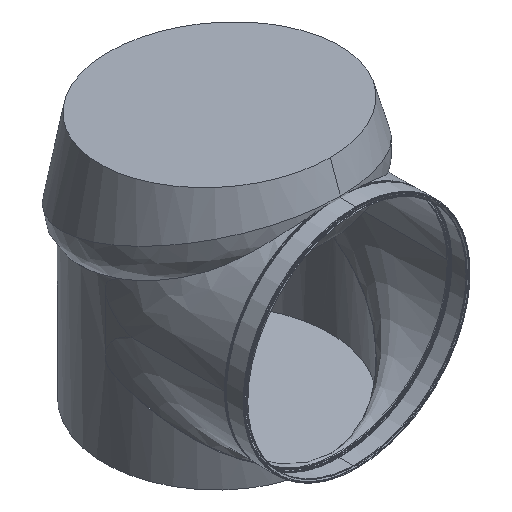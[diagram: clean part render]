
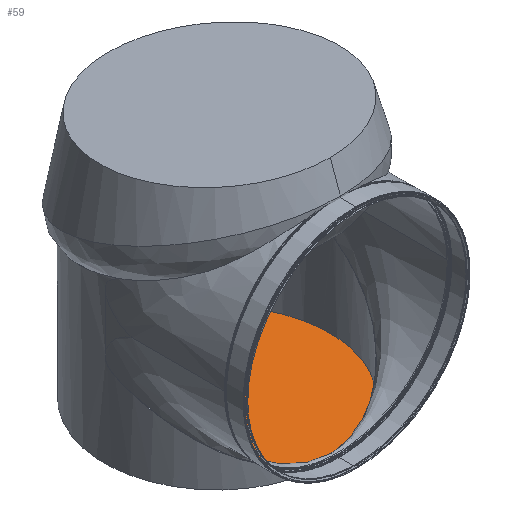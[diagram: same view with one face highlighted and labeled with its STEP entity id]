
A CAD part, isometric view. The second image highlights one B-rep face of the part: STEP entity #59.
In plain terms, the highlighted planar face has unit normal (0, 0, -1).
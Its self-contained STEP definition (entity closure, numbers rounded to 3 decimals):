
#18=PLANE('',#897);
#59=ADVANCED_FACE('',(#111),#18,.T.);
#111=FACE_OUTER_BOUND('',#163,.T.);
#163=EDGE_LOOP('',(#316,#317));
#316=ORIENTED_EDGE('',*,*,#468,.F.);
#317=ORIENTED_EDGE('',*,*,#473,.T.);
#468=EDGE_CURVE('',#710,#711,#634,.T.);
#473=EDGE_CURVE('',#710,#711,#635,.T.);
#634=(
BOUNDED_CURVE()
B_SPLINE_CURVE(2,(#6173,#6174,#6175,#6176,#6177),.UNSPECIFIED.,.F.,.F.)
B_SPLINE_CURVE_WITH_KNOTS((3,2,3),(0.,150.,300.),.UNSPECIFIED.)
CURVE()
GEOMETRIC_REPRESENTATION_ITEM()
RATIONAL_B_SPLINE_CURVE((1.,0.707,1.,0.707,1.))
REPRESENTATION_ITEM('')
);
#635=(
BOUNDED_CURVE()
B_SPLINE_CURVE(2,(#6216,#6217,#6218,#6219,#6220),.UNSPECIFIED.,.F.,.F.)
B_SPLINE_CURVE_WITH_KNOTS((3,2,3),(-300.,-150.,0.),.UNSPECIFIED.)
CURVE()
GEOMETRIC_REPRESENTATION_ITEM()
RATIONAL_B_SPLINE_CURVE((1.,0.707,1.,0.707,1.))
REPRESENTATION_ITEM('')
);
#710=VERTEX_POINT('',#5959);
#711=VERTEX_POINT('',#5960);
#897=AXIS2_PLACEMENT_3D('',#3740,#916,$);
#916=DIRECTION('',(0.,0.,-1.));
#3740=CARTESIAN_POINT('',(90.12,-90.12,45.75));
#5959=CARTESIAN_POINT('',(0.,75.,45.75));
#5960=CARTESIAN_POINT('',(0.,-75.,45.75));
#6173=CARTESIAN_POINT('',(0.,75.,45.75));
#6174=CARTESIAN_POINT('',(-75.,75.,45.75));
#6175=CARTESIAN_POINT('',(-75.,0.,45.75));
#6176=CARTESIAN_POINT('',(-75.,-75.,45.75));
#6177=CARTESIAN_POINT('',(0.,-75.,45.75));
#6216=CARTESIAN_POINT('',(0.,75.,45.75));
#6217=CARTESIAN_POINT('',(75.,75.,45.75));
#6218=CARTESIAN_POINT('',(75.,0.,45.75));
#6219=CARTESIAN_POINT('',(75.,-75.,45.75));
#6220=CARTESIAN_POINT('',(0.,-75.,45.75));
